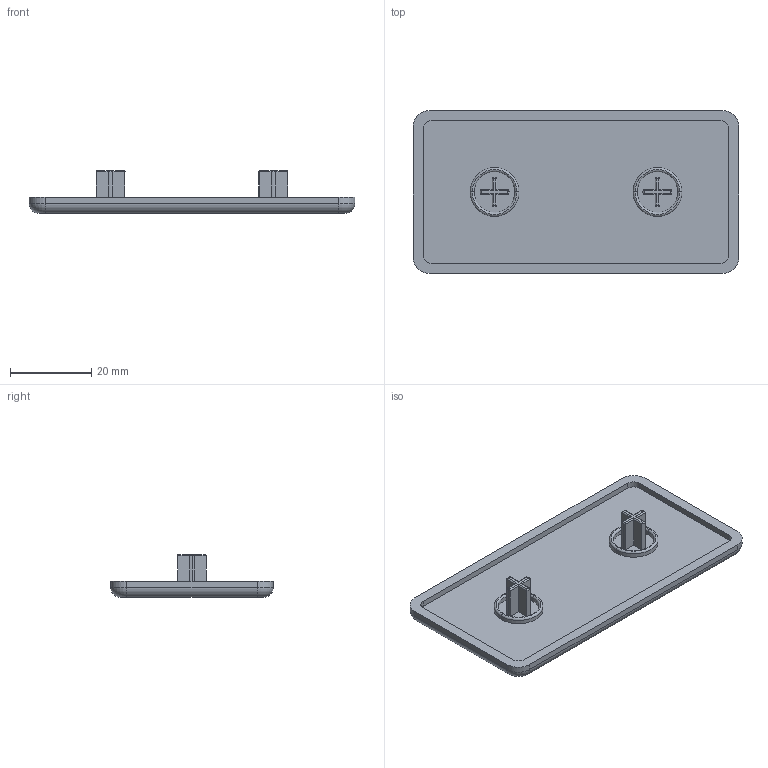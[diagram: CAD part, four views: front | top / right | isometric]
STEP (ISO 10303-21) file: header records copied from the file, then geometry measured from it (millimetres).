
FILE_DESCRIPTION (( 'STEP AP203' ), '1' );
FILE_NAME ('084.201.077.STEP', '2018-01-16T10:50:34', ( 'Localadmin' ), ( 'Microsoft' ), 'SwSTEP 2.0', 'SolidWorks 2016', '' );
FILE_SCHEMA (( 'CONFIG_CONTROL_DESIGN' ));
Length unit declared in the file: millimetre
Products named in the file (1): 084.201.077
Bounding box: 80 x 40 x 10.5 mm (x, y, z)
Volume: 8848.3 mm3; surface area: 7995.7 mm2
Topology: 1 solids, 1 shells, 99 faces, 232 edges, 140 vertices
Faces by surface type: cylinder 46, plane 31, torus 22
Entity records: 2961 total; most frequent: CARTESIAN_POINT 608, DIRECTION 498, ORIENTED_EDGE 464, EDGE_CURVE 232, AXIS2_PLACEMENT_3D 190, VERTEX_POINT 140, VECTOR 118, LINE 118
